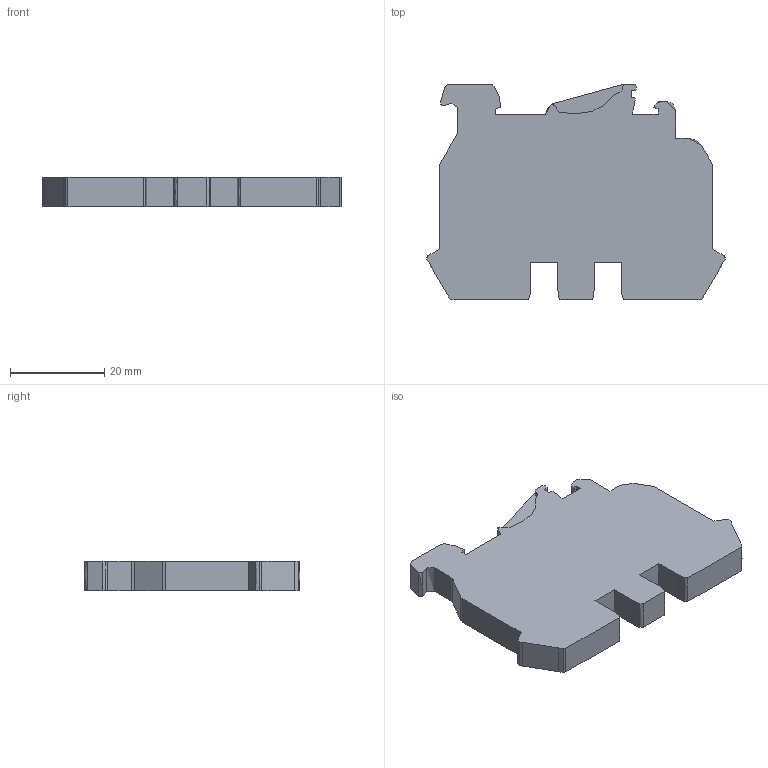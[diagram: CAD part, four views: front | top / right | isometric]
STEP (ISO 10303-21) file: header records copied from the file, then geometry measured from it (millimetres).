
FILE_DESCRIPTION( ('This file contains a STEP AP42 implementation' ,'as created by ZW3D STEP Interface translator.') ,'2;1' );
FILE_NAME( 'GUDK4.stp' ,'22 3 4.151411', (''), ('ZWCAD Software Co.'), 'Version 1.0', 'ZW3D to STEP translator', '' );
FILE_SCHEMA(('AUTOMOTIVE_DESIGN'));
Length unit declared in the file: millimetre
Products named in the file (1): 0
Bounding box: 63.55 x 45.88 x 6.17 mm (x, y, z)
Volume: 14082.2 mm3; surface area: 6166.6 mm2
Topology: 1 solids, 1 shells, 84 faces, 246 edges, 164 vertices
Faces by surface type: bspline 84
Entity records: 2921 total; most frequent: CARTESIAN_POINT 1420, ORIENTED_EDGE 492, EDGE_CURVE 246, B_SPLINE_CURVE_WITH_KNOTS 183, VERTEX_POINT 164, EDGE_LOOP 84, FACE_OUTER_BOUND 84, ADVANCED_FACE 84
